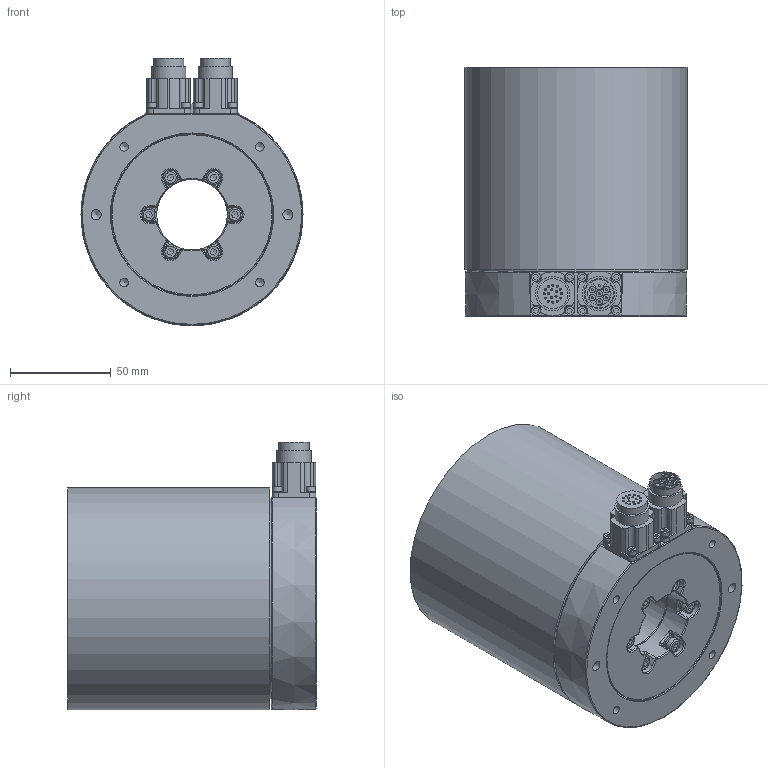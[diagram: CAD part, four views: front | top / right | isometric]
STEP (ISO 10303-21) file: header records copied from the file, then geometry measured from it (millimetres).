
FILE_DESCRIPTION (( 'STEP AP203' ), '1' );
FILE_NAME ('DMY44.STEP', '2019-09-03T07:11:41', ( '' ), ( '' ), 'SwSTEP 2.0', 'SolidWorks 2015', '' );
FILE_SCHEMA (( 'CONFIG_CONTROL_DESIGN' ));
Length unit declared in the file: millimetre
Products named in the file (1): DMY44
Bounding box: 110 x 123 x 132.5 mm (x, y, z)
Volume: 1053476.9 mm3; surface area: 84948 mm2
Topology: 1 solids, 3 shells, 568 faces, 1329 edges, 856 vertices
Faces by surface type: plane 262, cylinder 202, torus 43, cone 37, bspline 20, sphere 4
Full cylindrical faces by diameter (mm): 0.5 x17, 1 x25, 1.5 x1, 3.2 x6, 4 x8, 4.2 x10, 4.5 x8, 5 x4, 6.9 x6, 7 x6, 14.1 x1, 15 x2, 17 x2, 35 x3, 36.39 x1, 92 x1, 99 x1, 110 x1
Entity records: 15594 total; most frequent: CARTESIAN_POINT 3514, DIRECTION 2623, ORIENTED_EDGE 2162, EDGE_CURVE 1081, AXIS2_PLACEMENT_3D 1067, EDGE_LOOP 811, VERTEX_POINT 760, FACE_OUTER_BOUND 680
